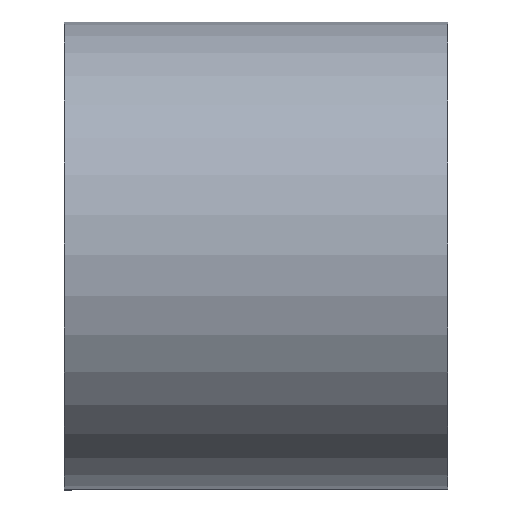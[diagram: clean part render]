
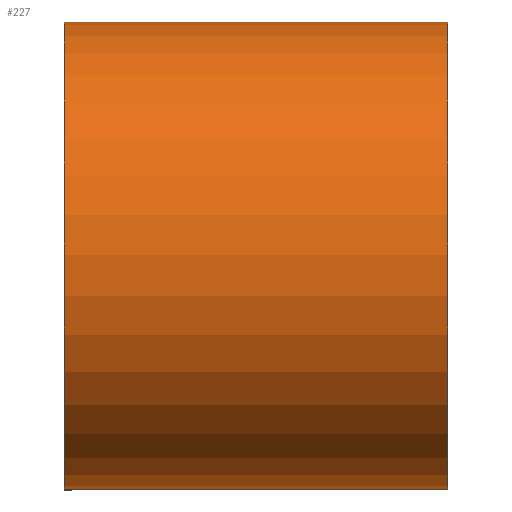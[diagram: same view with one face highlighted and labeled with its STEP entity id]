
A CAD part, top view. The second image highlights one B-rep face of the part: STEP entity #227.
In plain terms, the highlighted cylindrical face has radius 28 mm (diameter 56 mm), a partial arc.
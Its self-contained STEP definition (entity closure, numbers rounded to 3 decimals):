
#50 = CARTESIAN_POINT ( 'NONE',  ( -115.148, 127.254, 30. ) ) ;
#51 = DIRECTION ( 'NONE',  ( 1., 0., 0. ) ) ;
#77 = ORIENTED_EDGE ( 'NONE', *, *, #981, .T. ) ;
#83 = EDGE_CURVE ( 'NONE', #571, #108, #353, .T. ) ;
#88 = EDGE_LOOP ( 'NONE', ( #965, #77, #556, #810 ) ) ;
#108 = VERTEX_POINT ( 'NONE', #367 ) ;
#131 = DIRECTION ( 'NONE',  ( 1., 0., 0. ) ) ;
#139 = DIRECTION ( 'NONE',  ( 0., 0., 1. ) ) ;
#227 = ADVANCED_FACE ( 'NONE', ( #850 ), #1004, .T. ) ;
#292 = CARTESIAN_POINT ( 'NONE',  ( -69.148, 155.254, 30. ) ) ;
#307 = DIRECTION ( 'NONE',  ( 1., 0., 0. ) ) ;
#319 = EDGE_CURVE ( 'NONE', #339, #877, #896, .T. ) ;
#339 = VERTEX_POINT ( 'NONE', #50 ) ;
#353 = LINE ( 'NONE', #671, #784 ) ;
#367 = CARTESIAN_POINT ( 'NONE',  ( -69.148, 183.254, 30. ) ) ;
#372 = DIRECTION ( 'NONE',  ( 0., 1., 0. ) ) ;
#435 = DIRECTION ( 'NONE',  ( 1., 0., 0. ) ) ;
#507 = AXIS2_PLACEMENT_3D ( 'NONE', #292, #51, #372 ) ;
#556 = ORIENTED_EDGE ( 'NONE', *, *, #319, .T. ) ;
#571 = VERTEX_POINT ( 'NONE', #758 ) ;
#577 = VECTOR ( 'NONE', #976, 1000. ) ;
#597 = CARTESIAN_POINT ( 'NONE',  ( -115.148, 155.254, 30. ) ) ;
#612 = CARTESIAN_POINT ( 'NONE',  ( -194.344, 155.254, 30. ) ) ;
#671 = CARTESIAN_POINT ( 'NONE',  ( -194.344, 183.254, 30. ) ) ;
#719 = AXIS2_PLACEMENT_3D ( 'NONE', #597, #131, #139 ) ;
#758 = CARTESIAN_POINT ( 'NONE',  ( -115.148, 183.254, 30. ) ) ;
#765 = DIRECTION ( 'NONE',  ( 0., 1., 0. ) ) ;
#784 = VECTOR ( 'NONE', #435, 1000. ) ;
#810 = ORIENTED_EDGE ( 'NONE', *, *, #974, .F. ) ;
#813 = CARTESIAN_POINT ( 'NONE',  ( -69.148, 127.254, 30. ) ) ;
#821 = CARTESIAN_POINT ( 'NONE',  ( -194.344, 127.254, 30. ) ) ;
#831 = CIRCLE ( 'NONE', #507, 28. ) ;
#850 = FACE_OUTER_BOUND ( 'NONE', #88, .T. ) ;
#852 = AXIS2_PLACEMENT_3D ( 'NONE', #612, #307, #765 ) ;
#877 = VERTEX_POINT ( 'NONE', #813 ) ;
#896 = LINE ( 'NONE', #821, #577 ) ;
#900 = CIRCLE ( 'NONE', #719, 28. ) ;
#965 = ORIENTED_EDGE ( 'NONE', *, *, #83, .F. ) ;
#974 = EDGE_CURVE ( 'NONE', #108, #877, #831, .T. ) ;
#976 = DIRECTION ( 'NONE',  ( 1., 0., 0. ) ) ;
#981 = EDGE_CURVE ( 'NONE', #571, #339, #900, .T. ) ;
#1004 = CYLINDRICAL_SURFACE ( 'NONE', #852, 28. ) ;
